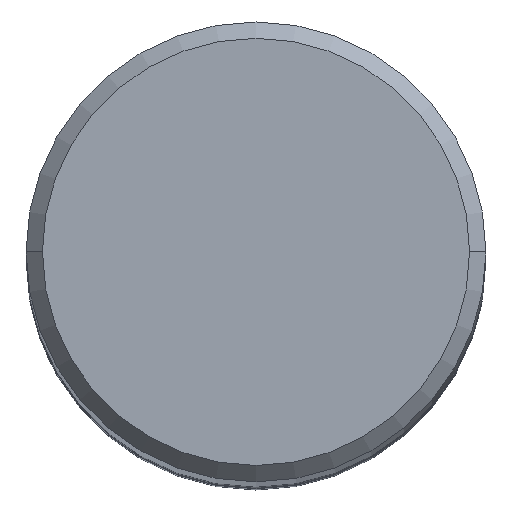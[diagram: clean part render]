
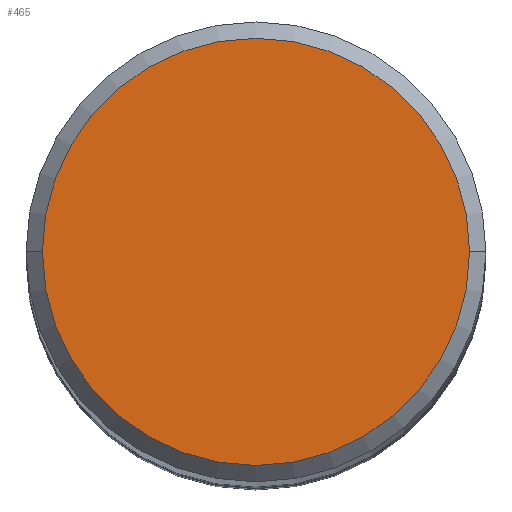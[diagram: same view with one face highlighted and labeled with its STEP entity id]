
A CAD part, top view. The second image highlights one B-rep face of the part: STEP entity #465.
In plain terms, the highlighted planar face has unit normal (0, 0, 1).
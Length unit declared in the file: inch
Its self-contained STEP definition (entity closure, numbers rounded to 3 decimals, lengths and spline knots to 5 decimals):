
#4 = AXIS2_PLACEMENT_3D ( 'NONE', #535, #7, #485 ) ;
#7 = DIRECTION ( 'NONE',  ( 0., 0., 1. ) ) ;
#9 = PLANE ( 'NONE',  #4 ) ;
#27 = ORIENTED_EDGE ( 'NONE', *, *, #325, .F. ) ;
#78 = CIRCLE ( 'NONE', #502, 0.26125 ) ;
#129 = EDGE_CURVE ( 'NONE', #542, #226, #78, .T. ) ;
#148 = DIRECTION ( 'NONE',  ( 0., 0., -1. ) ) ;
#203 = DIRECTION ( 'NONE',  ( -1., 0., 0. ) ) ;
#204 = AXIS2_PLACEMENT_3D ( 'NONE', #365, #148, #319 ) ;
#226 = VERTEX_POINT ( 'NONE', #277 ) ;
#233 = ORIENTED_EDGE ( 'NONE', *, *, #129, .F. ) ;
#259 = CARTESIAN_POINT ( 'NONE',  ( 0.26125, 0., 0. ) ) ;
#276 = CIRCLE ( 'NONE', #204, 0.26125 ) ;
#277 = CARTESIAN_POINT ( 'NONE',  ( -0.26125, 0., 0. ) ) ;
#319 = DIRECTION ( 'NONE',  ( -1., 0., 0. ) ) ;
#325 = EDGE_CURVE ( 'NONE', #226, #542, #276, .T. ) ;
#349 = FACE_OUTER_BOUND ( 'NONE', #522, .T. ) ;
#365 = CARTESIAN_POINT ( 'NONE',  ( 0., 0., 0. ) ) ;
#465 = ADVANCED_FACE ( 'NONE', ( #349 ), #9, .T. ) ;
#479 = CARTESIAN_POINT ( 'NONE',  ( 0., 0., 0. ) ) ;
#485 = DIRECTION ( 'NONE',  ( 1., 0., 0. ) ) ;
#502 = AXIS2_PLACEMENT_3D ( 'NONE', #479, #563, #203 ) ;
#522 = EDGE_LOOP ( 'NONE', ( #27, #233 ) ) ;
#535 = CARTESIAN_POINT ( 'NONE',  ( 0., 0.26125, 0. ) ) ;
#542 = VERTEX_POINT ( 'NONE', #259 ) ;
#563 = DIRECTION ( 'NONE',  ( 0., 0., -1. ) ) ;
